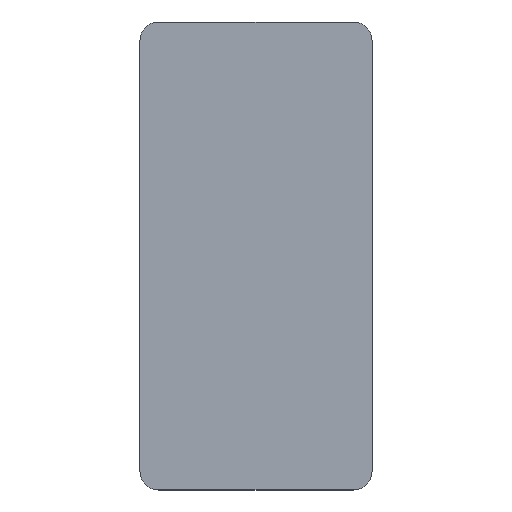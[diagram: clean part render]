
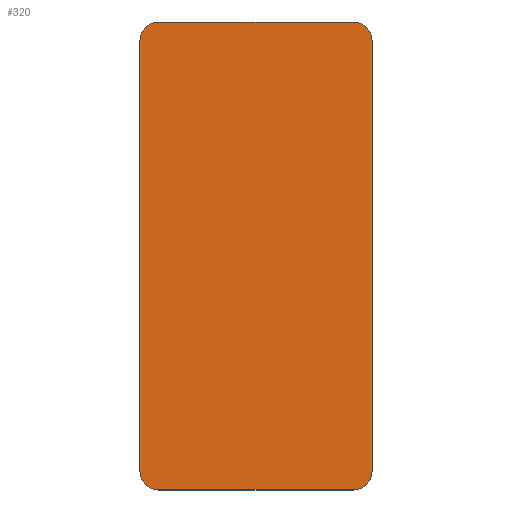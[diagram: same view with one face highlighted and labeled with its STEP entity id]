
A CAD part, top view. The second image highlights one B-rep face of the part: STEP entity #320.
In plain terms, the highlighted planar face has unit normal (0, 0, 1).
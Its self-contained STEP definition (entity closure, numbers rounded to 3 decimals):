
#55 = VERTEX_POINT('',#56);
#56 = CARTESIAN_POINT('',(0.,1.,0.));
#62 = EDGE_CURVE('',#55,#63,#65,.T.);
#63 = VERTEX_POINT('',#64);
#64 = CARTESIAN_POINT('',(0.,24.,0.));
#65 = LINE('',#66,#67);
#66 = CARTESIAN_POINT('',(0.,1.,0.));
#67 = VECTOR('',#68,1.);
#68 = DIRECTION('',(0.,1.,0.));
#93 = EDGE_CURVE('',#63,#94,#96,.T.);
#94 = VERTEX_POINT('',#95);
#95 = CARTESIAN_POINT('',(1.,25.,0.));
#96 = CIRCLE('',#97,1.);
#97 = AXIS2_PLACEMENT_3D('',#98,#99,#100);
#98 = CARTESIAN_POINT('',(1.,24.,0.));
#99 = DIRECTION('',(0.,0.,-1.));
#100 = DIRECTION('',(-1.,0.,0.));
#126 = EDGE_CURVE('',#94,#127,#129,.T.);
#127 = VERTEX_POINT('',#128);
#128 = CARTESIAN_POINT('',(11.4,25.,0.));
#129 = LINE('',#130,#131);
#130 = CARTESIAN_POINT('',(1.,25.,0.));
#131 = VECTOR('',#132,1.);
#132 = DIRECTION('',(1.,0.,0.));
#157 = EDGE_CURVE('',#127,#158,#160,.T.);
#158 = VERTEX_POINT('',#159);
#159 = CARTESIAN_POINT('',(12.4,24.,0.));
#160 = CIRCLE('',#161,1.);
#161 = AXIS2_PLACEMENT_3D('',#162,#163,#164);
#162 = CARTESIAN_POINT('',(11.4,24.,0.));
#163 = DIRECTION('',(0.,0.,-1.));
#164 = DIRECTION('',(0.,1.,0.));
#190 = EDGE_CURVE('',#158,#191,#193,.T.);
#191 = VERTEX_POINT('',#192);
#192 = CARTESIAN_POINT('',(12.4,1.,0.));
#193 = LINE('',#194,#195);
#194 = CARTESIAN_POINT('',(12.4,24.,0.));
#195 = VECTOR('',#196,1.);
#196 = DIRECTION('',(0.,-1.,0.));
#221 = EDGE_CURVE('',#191,#222,#224,.T.);
#222 = VERTEX_POINT('',#223);
#223 = CARTESIAN_POINT('',(11.4,0.,0.));
#224 = CIRCLE('',#225,1.);
#225 = AXIS2_PLACEMENT_3D('',#226,#227,#228);
#226 = CARTESIAN_POINT('',(11.4,1.,0.));
#227 = DIRECTION('',(0.,0.,-1.));
#228 = DIRECTION('',(1.,0.,0.));
#254 = EDGE_CURVE('',#222,#255,#257,.T.);
#255 = VERTEX_POINT('',#256);
#256 = CARTESIAN_POINT('',(1.,0.,0.));
#257 = LINE('',#258,#259);
#258 = CARTESIAN_POINT('',(11.4,0.,0.));
#259 = VECTOR('',#260,1.);
#260 = DIRECTION('',(-1.,0.,0.));
#285 = EDGE_CURVE('',#255,#55,#286,.T.);
#286 = CIRCLE('',#287,1.);
#287 = AXIS2_PLACEMENT_3D('',#288,#289,#290);
#288 = CARTESIAN_POINT('',(1.,1.,0.));
#289 = DIRECTION('',(0.,0.,-1.));
#290 = DIRECTION('',(0.,-1.,0.));
#320 = ADVANCED_FACE('',(#321),#331,.T.);
#321 = FACE_BOUND('',#322,.F.);
#322 = EDGE_LOOP('',(#323,#324,#325,#326,#327,#328,#329,#330));
#323 = ORIENTED_EDGE('',*,*,#62,.T.);
#324 = ORIENTED_EDGE('',*,*,#93,.T.);
#325 = ORIENTED_EDGE('',*,*,#126,.T.);
#326 = ORIENTED_EDGE('',*,*,#157,.T.);
#327 = ORIENTED_EDGE('',*,*,#190,.T.);
#328 = ORIENTED_EDGE('',*,*,#221,.T.);
#329 = ORIENTED_EDGE('',*,*,#254,.T.);
#330 = ORIENTED_EDGE('',*,*,#285,.T.);
#331 = PLANE('',#332);
#332 = AXIS2_PLACEMENT_3D('',#333,#334,#335);
#333 = CARTESIAN_POINT('',(0.,1.,0.));
#334 = DIRECTION('',(0.,0.,1.));
#335 = DIRECTION('',(1.,0.,0.));
